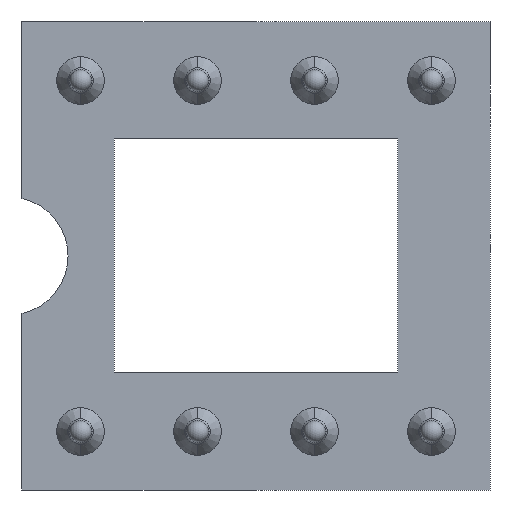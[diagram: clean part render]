
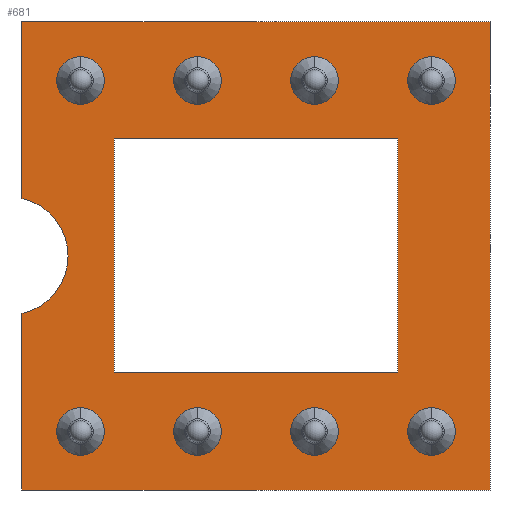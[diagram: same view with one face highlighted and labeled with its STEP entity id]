
A CAD part, front view. The second image highlights one B-rep face of the part: STEP entity #681.
In plain terms, the highlighted planar face has unit normal (0, -1, 0).
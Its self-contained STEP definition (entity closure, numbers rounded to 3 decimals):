
#681=ADVANCED_FACE('',(#1684,#1685,#1686,#1687,#1688,#1689,#1690,#1691,#1692,#1693),#1694,.T.);
#885=EDGE_CURVE('',#1984,#1987,#1990,.T.);
#917=EDGE_CURVE('',#2030,#2033,#2036,.T.);
#949=EDGE_CURVE('',#2076,#2079,#2082,.T.);
#981=EDGE_CURVE('',#2122,#2125,#2128,.T.);
#1013=EDGE_CURVE('',#2168,#2171,#2174,.T.);
#1045=EDGE_CURVE('',#2214,#2217,#2220,.T.);
#1077=EDGE_CURVE('',#2260,#2263,#2266,.T.);
#1109=EDGE_CURVE('',#2306,#2309,#2312,.T.);
#1111=EDGE_CURVE('',#2309,#2306,#2314,.T.);
#1127=EDGE_CURVE('',#2263,#2260,#2332,.T.);
#1143=EDGE_CURVE('',#2217,#2214,#2350,.T.);
#1159=EDGE_CURVE('',#2171,#2168,#2368,.T.);
#1175=EDGE_CURVE('',#2125,#2122,#2386,.T.);
#1191=EDGE_CURVE('',#2079,#2076,#2404,.T.);
#1207=EDGE_CURVE('',#2033,#2030,#2422,.T.);
#1223=EDGE_CURVE('',#1987,#1984,#2440,.T.);
#1239=EDGE_CURVE('',#2458,#2459,#2460,.T.);
#1257=EDGE_CURVE('',#2484,#2458,#2485,.T.);
#1265=EDGE_CURVE('',#2495,#2496,#2497,.T.);
#1271=EDGE_CURVE('',#2503,#2504,#2505,.T.);
#1285=EDGE_CURVE('',#2496,#2503,#2523,.T.);
#1295=EDGE_CURVE('',#2504,#2495,#2536,.T.);
#1299=EDGE_CURVE('',#2459,#2540,#2541,.T.);
#1301=EDGE_CURVE('',#2543,#2540,#2544,.T.);
#1303=EDGE_CURVE('',#2543,#2546,#2547,.T.);
#1305=EDGE_CURVE('',#2546,#2484,#2549,.T.);
#1684=FACE_OUTER_BOUND('',#2921,.T.);
#1685=FACE_BOUND('',#2922,.T.);
#1686=FACE_BOUND('',#2923,.T.);
#1687=FACE_BOUND('',#2924,.T.);
#1688=FACE_BOUND('',#2925,.T.);
#1689=FACE_BOUND('',#2926,.T.);
#1690=FACE_BOUND('',#2927,.T.);
#1691=FACE_BOUND('',#2928,.T.);
#1692=FACE_BOUND('',#2929,.T.);
#1693=FACE_BOUND('',#2930,.T.);
#1694=PLANE('',#2931);
#1984=VERTEX_POINT('',#3321);
#1987=VERTEX_POINT('',#3326);
#1990=CIRCLE('',#3331,0.517);
#2030=VERTEX_POINT('',#3391);
#2033=VERTEX_POINT('',#3396);
#2036=CIRCLE('',#3401,0.517);
#2076=VERTEX_POINT('',#3461);
#2079=VERTEX_POINT('',#3466);
#2082=CIRCLE('',#3471,0.517);
#2122=VERTEX_POINT('',#3531);
#2125=VERTEX_POINT('',#3536);
#2128=CIRCLE('',#3541,0.517);
#2168=VERTEX_POINT('',#3601);
#2171=VERTEX_POINT('',#3606);
#2174=CIRCLE('',#3611,0.517);
#2214=VERTEX_POINT('',#3671);
#2217=VERTEX_POINT('',#3676);
#2220=CIRCLE('',#3681,0.517);
#2260=VERTEX_POINT('',#3741);
#2263=VERTEX_POINT('',#3746);
#2266=CIRCLE('',#3751,0.517);
#2306=VERTEX_POINT('',#3811);
#2309=VERTEX_POINT('',#3816);
#2312=CIRCLE('',#3821,0.517);
#2314=CIRCLE('',#3824,0.517);
#2332=CIRCLE('',#3850,0.517);
#2350=CIRCLE('',#3876,0.517);
#2368=CIRCLE('',#3902,0.517);
#2386=CIRCLE('',#3928,0.517);
#2404=CIRCLE('',#3954,0.517);
#2422=CIRCLE('',#3980,0.517);
#2440=CIRCLE('',#4006,0.517);
#2458=VERTEX_POINT('',#4032);
#2459=VERTEX_POINT('',#4033);
#2460=CIRCLE('',#4034,1.28);
#2484=VERTEX_POINT('',#4074);
#2485=LINE('',#4075,#4076);
#2495=VERTEX_POINT('',#4093);
#2496=VERTEX_POINT('',#4094);
#2497=LINE('',#4095,#4096);
#2503=VERTEX_POINT('',#4107);
#2504=VERTEX_POINT('',#4108);
#2505=LINE('',#4109,#4110);
#2523=LINE('',#4141,#4142);
#2536=LINE('',#4164,#4165);
#2540=VERTEX_POINT('',#4172);
#2541=LINE('',#4173,#4174);
#2543=VERTEX_POINT('',#4177);
#2544=LINE('',#4178,#4179);
#2546=VERTEX_POINT('',#4182);
#2547=LINE('',#4183,#4184);
#2549=LINE('',#4187,#4188);
#2921=EDGE_LOOP('',(#5230,#5231,#5232,#5233,#5234,#5235));
#2922=EDGE_LOOP('',(#5236,#5237));
#2923=EDGE_LOOP('',(#5238,#5239));
#2924=EDGE_LOOP('',(#5240,#5241));
#2925=EDGE_LOOP('',(#5242,#5243));
#2926=EDGE_LOOP('',(#5244,#5245));
#2927=EDGE_LOOP('',(#5246,#5247));
#2928=EDGE_LOOP('',(#5248,#5249));
#2929=EDGE_LOOP('',(#5250,#5251));
#2930=EDGE_LOOP('',(#5252,#5253,#5254,#5255));
#2931=AXIS2_PLACEMENT_3D('',#5256,#5257,#5258);
#3321=CARTESIAN_POINT('',(3.81,0.,-3.293));
#3326=CARTESIAN_POINT('',(3.81,0.,-4.327));
#3331=AXIS2_PLACEMENT_3D('',#5598,#5599,#5600);
#3391=CARTESIAN_POINT('',(1.27,0.,-3.293));
#3396=CARTESIAN_POINT('',(1.27,0.,-4.327));
#3401=AXIS2_PLACEMENT_3D('',#5630,#5631,#5632);
#3461=CARTESIAN_POINT('',(-1.27,0.,-3.293));
#3466=CARTESIAN_POINT('',(-1.27,0.,-4.327));
#3471=AXIS2_PLACEMENT_3D('',#5662,#5663,#5664);
#3531=CARTESIAN_POINT('',(-3.81,0.,-3.293));
#3536=CARTESIAN_POINT('',(-3.81,0.,-4.327));
#3541=AXIS2_PLACEMENT_3D('',#5694,#5695,#5696);
#3601=CARTESIAN_POINT('',(3.81,0.,4.327));
#3606=CARTESIAN_POINT('',(3.81,0.,3.293));
#3611=AXIS2_PLACEMENT_3D('',#5726,#5727,#5728);
#3671=CARTESIAN_POINT('',(1.27,0.,4.327));
#3676=CARTESIAN_POINT('',(1.27,0.,3.293));
#3681=AXIS2_PLACEMENT_3D('',#5758,#5759,#5760);
#3741=CARTESIAN_POINT('',(-1.27,0.,4.327));
#3746=CARTESIAN_POINT('',(-1.27,0.,3.293));
#3751=AXIS2_PLACEMENT_3D('',#5790,#5791,#5792);
#3811=CARTESIAN_POINT('',(-3.81,0.,4.327));
#3816=CARTESIAN_POINT('',(-3.81,0.,3.293));
#3821=AXIS2_PLACEMENT_3D('',#5822,#5823,#5824);
#3824=AXIS2_PLACEMENT_3D('',#5825,#5826,#5827);
#3850=AXIS2_PLACEMENT_3D('',#5849,#5850,#5851);
#3876=AXIS2_PLACEMENT_3D('',#5873,#5874,#5875);
#3902=AXIS2_PLACEMENT_3D('',#5897,#5898,#5899);
#3928=AXIS2_PLACEMENT_3D('',#5921,#5922,#5923);
#3954=AXIS2_PLACEMENT_3D('',#5945,#5946,#5947);
#3980=AXIS2_PLACEMENT_3D('',#5969,#5970,#5971);
#4006=AXIS2_PLACEMENT_3D('',#5993,#5994,#5995);
#4032=CARTESIAN_POINT('',(-5.08,0.,1.249));
#4033=CARTESIAN_POINT('',(-5.08,0.,-1.249));
#4034=AXIS2_PLACEMENT_3D('',#6017,#6018,#6019);
#4074=CARTESIAN_POINT('',(-5.08,0.,5.08));
#4075=CARTESIAN_POINT('',(-5.08,0.,-5.08));
#4076=VECTOR('',#6030,1.0);
#4093=CARTESIAN_POINT('',(-3.08,0.,-2.54));
#4094=CARTESIAN_POINT('',(-3.08,0.,2.54));
#4095=CARTESIAN_POINT('',(-3.08,0.,2.54));
#4096=VECTOR('',#6034,1.0);
#4107=CARTESIAN_POINT('',(3.08,0.,2.54));
#4108=CARTESIAN_POINT('',(3.08,0.,-2.54));
#4109=CARTESIAN_POINT('',(3.08,0.,2.54));
#4110=VECTOR('',#6037,1.0);
#4141=CARTESIAN_POINT('',(2.54,0.,2.54));
#4142=VECTOR('',#6044,1.0);
#4164=CARTESIAN_POINT('',(2.54,0.,-2.54));
#4165=VECTOR('',#6049,1.0);
#4172=CARTESIAN_POINT('',(-5.08,0.,-5.08));
#4173=CARTESIAN_POINT('',(-5.08,0.,-5.08));
#4174=VECTOR('',#6051,1.0);
#4177=CARTESIAN_POINT('',(5.08,0.,-5.08));
#4178=CARTESIAN_POINT('',(5.08,0.,-5.08));
#4179=VECTOR('',#6052,1.0);
#4182=CARTESIAN_POINT('',(5.08,0.,5.08));
#4183=CARTESIAN_POINT('',(5.08,0.,-5.08));
#4184=VECTOR('',#6053,1.0);
#4187=CARTESIAN_POINT('',(5.08,0.,5.08));
#4188=VECTOR('',#6054,1.0);
#5230=ORIENTED_EDGE('',*,*,#1239,.T.);
#5231=ORIENTED_EDGE('',*,*,#1299,.T.);
#5232=ORIENTED_EDGE('',*,*,#1301,.F.);
#5233=ORIENTED_EDGE('',*,*,#1303,.T.);
#5234=ORIENTED_EDGE('',*,*,#1305,.T.);
#5235=ORIENTED_EDGE('',*,*,#1257,.T.);
#5236=ORIENTED_EDGE('',*,*,#1111,.T.);
#5237=ORIENTED_EDGE('',*,*,#1109,.T.);
#5238=ORIENTED_EDGE('',*,*,#1127,.T.);
#5239=ORIENTED_EDGE('',*,*,#1077,.T.);
#5240=ORIENTED_EDGE('',*,*,#1143,.T.);
#5241=ORIENTED_EDGE('',*,*,#1045,.T.);
#5242=ORIENTED_EDGE('',*,*,#1159,.T.);
#5243=ORIENTED_EDGE('',*,*,#1013,.T.);
#5244=ORIENTED_EDGE('',*,*,#1175,.T.);
#5245=ORIENTED_EDGE('',*,*,#981,.T.);
#5246=ORIENTED_EDGE('',*,*,#1191,.T.);
#5247=ORIENTED_EDGE('',*,*,#949,.T.);
#5248=ORIENTED_EDGE('',*,*,#1207,.T.);
#5249=ORIENTED_EDGE('',*,*,#917,.T.);
#5250=ORIENTED_EDGE('',*,*,#1223,.T.);
#5251=ORIENTED_EDGE('',*,*,#885,.T.);
#5252=ORIENTED_EDGE('',*,*,#1271,.T.);
#5253=ORIENTED_EDGE('',*,*,#1295,.T.);
#5254=ORIENTED_EDGE('',*,*,#1265,.T.);
#5255=ORIENTED_EDGE('',*,*,#1285,.T.);
#5256=CARTESIAN_POINT('',(5.08,0.,5.08));
#5257=DIRECTION('',(0.0,-1.0,0.0));
#5258=DIRECTION('',(0.0,0.0,-1.0));
#5598=CARTESIAN_POINT('',(3.81,0.,-3.81));
#5599=DIRECTION('',(-0.0,1.0,0.0));
#5600=DIRECTION('',(0.,0.0,1.0));
#5630=CARTESIAN_POINT('',(1.27,0.,-3.81));
#5631=DIRECTION('',(-0.0,1.0,0.0));
#5632=DIRECTION('',(0.,0.0,1.0));
#5662=CARTESIAN_POINT('',(-1.27,0.,-3.81));
#5663=DIRECTION('',(-0.0,1.0,0.0));
#5664=DIRECTION('',(0.,0.0,1.0));
#5694=CARTESIAN_POINT('',(-3.81,0.,-3.81));
#5695=DIRECTION('',(-0.0,1.0,0.0));
#5696=DIRECTION('',(0.,0.0,1.0));
#5726=CARTESIAN_POINT('',(3.81,0.,3.81));
#5727=DIRECTION('',(-0.0,1.0,0.0));
#5728=DIRECTION('',(0.,0.0,1.0));
#5758=CARTESIAN_POINT('',(1.27,0.,3.81));
#5759=DIRECTION('',(-0.0,1.0,0.0));
#5760=DIRECTION('',(0.,0.0,1.0));
#5790=CARTESIAN_POINT('',(-1.27,0.,3.81));
#5791=DIRECTION('',(-0.0,1.0,0.0));
#5792=DIRECTION('',(0.,0.0,1.0));
#5822=CARTESIAN_POINT('',(-3.81,0.,3.81));
#5823=DIRECTION('',(-0.0,1.0,0.0));
#5824=DIRECTION('',(0.,0.0,1.0));
#5825=CARTESIAN_POINT('',(-3.81,0.,3.81));
#5826=DIRECTION('',(-0.0,1.0,0.0));
#5827=DIRECTION('',(0.,0.0,1.0));
#5849=CARTESIAN_POINT('',(-1.27,0.,3.81));
#5850=DIRECTION('',(-0.0,1.0,0.0));
#5851=DIRECTION('',(0.,0.0,1.0));
#5873=CARTESIAN_POINT('',(1.27,0.,3.81));
#5874=DIRECTION('',(-0.0,1.0,0.0));
#5875=DIRECTION('',(0.,0.0,1.0));
#5897=CARTESIAN_POINT('',(3.81,0.,3.81));
#5898=DIRECTION('',(-0.0,1.0,0.0));
#5899=DIRECTION('',(0.,0.0,1.0));
#5921=CARTESIAN_POINT('',(-3.81,0.,-3.81));
#5922=DIRECTION('',(-0.0,1.0,0.0));
#5923=DIRECTION('',(0.,0.0,1.0));
#5945=CARTESIAN_POINT('',(-1.27,0.,-3.81));
#5946=DIRECTION('',(-0.0,1.0,0.0));
#5947=DIRECTION('',(0.,0.0,1.0));
#5969=CARTESIAN_POINT('',(1.27,0.,-3.81));
#5970=DIRECTION('',(-0.0,1.0,0.0));
#5971=DIRECTION('',(0.,0.0,1.0));
#5993=CARTESIAN_POINT('',(3.81,0.,-3.81));
#5994=DIRECTION('',(-0.0,1.0,0.0));
#5995=DIRECTION('',(0.,0.0,1.0));
#6017=CARTESIAN_POINT('',(-5.36,0.,0.));
#6018=DIRECTION('',(-0.0,1.0,0.0));
#6019=DIRECTION('',(0.,0.0,1.0));
#6030=DIRECTION('',(0.,-0.0,-1.0));
#6034=DIRECTION('',(0.,0.0,1.0));
#6037=DIRECTION('',(0.,0.0,-1.0));
#6044=DIRECTION('',(1.0,-0.0,0.));
#6049=DIRECTION('',(-1.0,0.0,0.));
#6051=DIRECTION('',(0.,-0.0,-1.0));
#6052=DIRECTION('',(-1.0,0.0,0.));
#6053=DIRECTION('',(0.,0.0,1.0));
#6054=DIRECTION('',(-1.0,0.0,0.));
